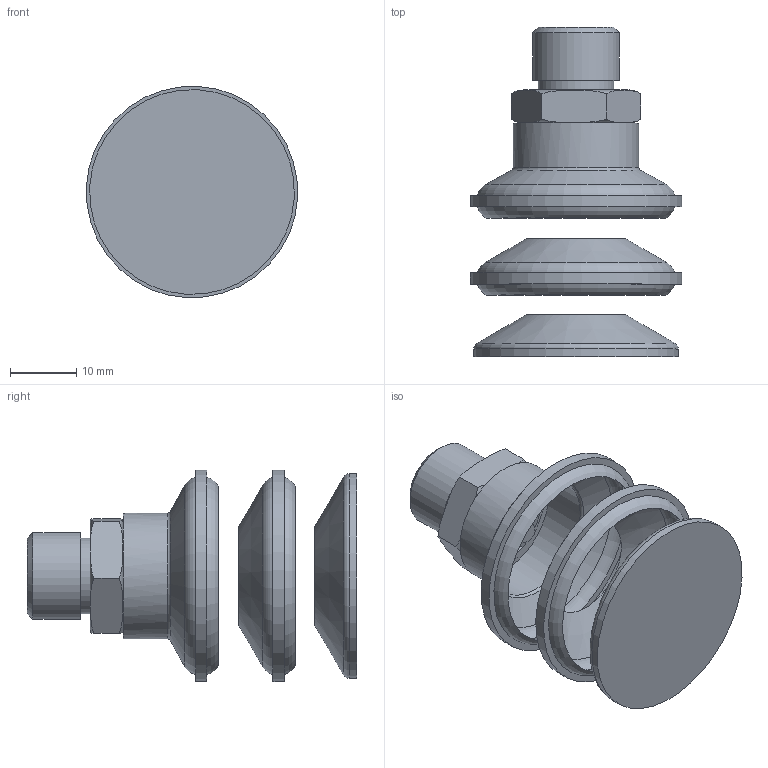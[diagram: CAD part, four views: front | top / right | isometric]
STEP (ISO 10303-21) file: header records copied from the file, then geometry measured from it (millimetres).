
FILE_DESCRIPTION(/* description */ (''),/* implementation_level */ '2;1');
FILE_NAME(/* name */ 'vf31nit_rac18r1-4m.stp',/* time_stamp */ '2020-07-21T10:55:46+02:00',/* author */ ('enginyeria'),/* organization */ (''),/* preprocessor_version */ 'ST-DEVELOPER v17',/* originating_system */ 'Autodesk Inventor 2019',/* authorisation */ '');
FILE_SCHEMA (('CONFIG_CONTROL_DESIGN'));
Length unit declared in the file: millimetre
Products named in the file (1): Pieza19
Bounding box: 31.96 x 49.85 x 31.96 mm (x, y, z)
Volume: 19199.5 mm3; surface area: 6529.8 mm2
Topology: 1 solids, 1 shells, 38 faces, 104 edges, 76 vertices
Faces by surface type: plane 16, torus 8, cylinder 7, cone 7
Full cylindrical faces by diameter (mm): 3 x1, 11.44 x1, 13.16 x1, 19 x1, 31 x1, 32 x2
Entity records: 1527 total; most frequent: CARTESIAN_POINT 399, DIRECTION 242, ORIENTED_EDGE 208, AXIS2_PLACEMENT_3D 111, EDGE_CURVE 104, VERTEX_POINT 76, CIRCLE 72, EDGE_LOOP 46
